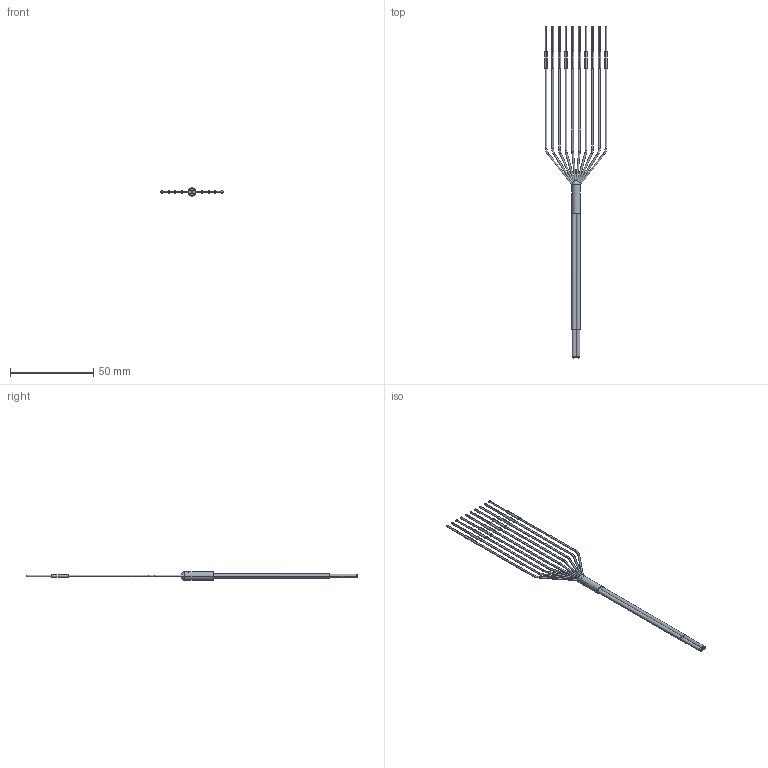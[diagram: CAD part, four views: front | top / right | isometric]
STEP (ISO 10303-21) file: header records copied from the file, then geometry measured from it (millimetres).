
FILE_DESCRIPTION((''),'2;1');
FILE_NAME('PD','2017-12-20T',('Gavin'),(''),'PRO/ENGINEER BY PARAMETRIC TECHNOLOGY CORPORATION, 2009440','PRO/ENGINEER BY PARAMETRIC TECHNOLOGY CORPORATION, 2009440','');
FILE_SCHEMA(('CONFIG_CONTROL_DESIGN'));
Length unit declared in the file: millimetre
Products named in the file (1): PD
Bounding box: 37.5 x 199.5 x 5 mm (x, y, z)
Volume: 1938.5 mm3; surface area: 5135.2 mm2
Topology: 1 solids, 1 shells, 158 faces, 338 edges, 204 vertices
Faces by surface type: cylinder 92, plane 40, torus 20, cone 4, sphere 2
Entity records: 4842 total; most frequent: CARTESIAN_POINT 1288, DIRECTION 818, ORIENTED_EDGE 676, AXIS2_PLACEMENT_3D 360, EDGE_CURVE 338, VERTEX_POINT 204, CIRCLE 202, EDGE_LOOP 180
